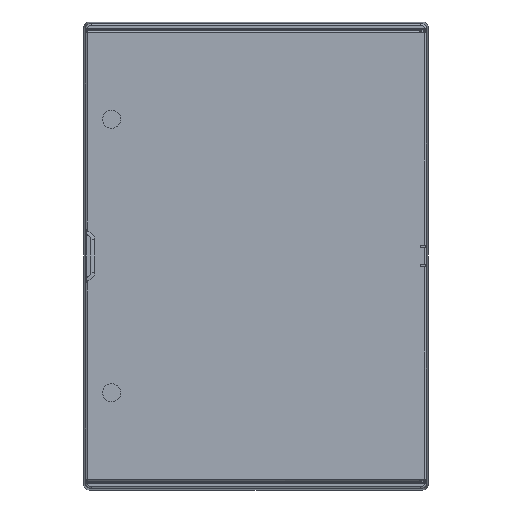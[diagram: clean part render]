
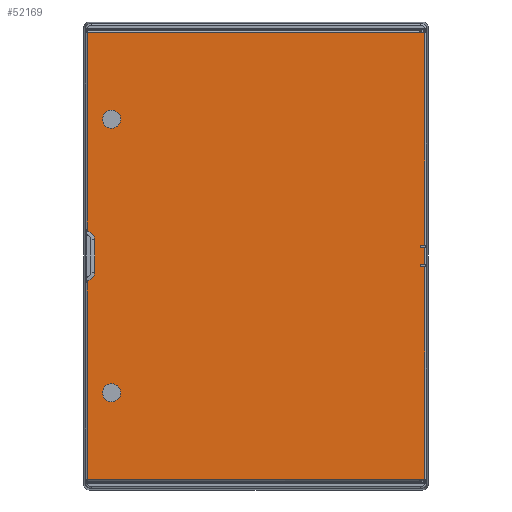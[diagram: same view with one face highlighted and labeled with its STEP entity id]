
A CAD part, front view. The second image highlights one B-rep face of the part: STEP entity #52169.
In plain terms, the highlighted face is planar.
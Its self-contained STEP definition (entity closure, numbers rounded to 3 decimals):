
#44698=DIRECTION('',(0.,0.,-1.));
#44699=VECTOR('',#44698,365.198);
#44700=CARTESIAN_POINT('',(22.3,-289.698,-18.5));
#44701=LINE('',#44700,#44699);
#44720=CARTESIAN_POINT('',(22.3,-289.698,-383.698));
#44742=DIRECTION('',(0.,-1.,0.));
#44743=VECTOR('',#44742,7.698);
#44744=CARTESIAN_POINT('',(22.3,-282.,-18.5));
#44745=LINE('',#44744,#44743);
#44950=DIRECTION('',(0.,-1.,0.));
#44951=VECTOR('',#44950,7.698);
#44952=CARTESIAN_POINT('',(22.3,-282.,18.5));
#44953=LINE('',#44952,#44951);
#47316=DIRECTION('',(0.,-1.,0.));
#47317=VECTOR('',#47316,7.698);
#47318=CARTESIAN_POINT('',(22.3,-282.,15.));
#47319=LINE('',#47318,#47317);
#47320=CARTESIAN_POINT('',(22.3,-289.698,15.));
#47398=CARTESIAN_POINT('',(22.3,248.,235.));
#47399=DIRECTION('',(-1.,0.,0.));
#47400=DIRECTION('',(0.,-0.878,-0.479));
#47401=AXIS2_PLACEMENT_3D('',#47398,#47399,#47400);
#47403=CARTESIAN_POINT('',(22.3,248.,235.));
#47404=DIRECTION('',(1.,0.,0.));
#47405=DIRECTION('',(0.,-0.878,-0.479));
#47406=AXIS2_PLACEMENT_3D('',#47403,#47404,#47405);
#47408=CARTESIAN_POINT('',(22.3,248.,-235.));
#47409=DIRECTION('',(1.,0.,0.));
#47410=DIRECTION('',(0.,-0.878,0.479));
#47411=AXIS2_PLACEMENT_3D('',#47408,#47409,#47410);
#47413=CARTESIAN_POINT('',(22.3,248.,-235.));
#47414=DIRECTION('',(-1.,0.,0.));
#47415=DIRECTION('',(0.,-0.878,0.479));
#47416=AXIS2_PLACEMENT_3D('',#47413,#47414,#47415);
#47418=DIRECTION('',(0.,0.,1.));
#47419=VECTOR('',#47418,30.);
#47420=CARTESIAN_POINT('',(22.3,-289.698,-15.));
#47421=LINE('',#47420,#47419);
#47422=DIRECTION('',(0.,0.,1.));
#47423=VECTOR('',#47422,340.778);
#47424=CARTESIAN_POINT('',(22.3,289.698,42.92));
#47425=LINE('',#47424,#47423);
#47426=DIRECTION('',(0.,0.,-1.));
#47427=VECTOR('',#47426,55.1);
#47428=CARTESIAN_POINT('',(22.3,276.996,27.55));
#47429=LINE('',#47428,#47427);
#47430=DIRECTION('',(0.,0.,-1.));
#47431=VECTOR('',#47430,340.778);
#47432=CARTESIAN_POINT('',(22.3,289.698,-42.92));
#47433=LINE('',#47432,#47431);
#47470=DIRECTION('',(0.,0.,-1.));
#47471=VECTOR('',#47470,3.5);
#47472=CARTESIAN_POINT('',(22.3,-282.,18.5));
#47473=LINE('',#47472,#47471);
#47516=CARTESIAN_POINT('',(22.3,-289.698,383.698));
#47518=DIRECTION('',(0.,0.,1.));
#47519=VECTOR('',#47518,365.198);
#47520=CARTESIAN_POINT('',(22.3,-289.698,18.5));
#47521=LINE('',#47520,#47519);
#47632=DIRECTION('',(0.,-1.,0.));
#47633=VECTOR('',#47632,579.395);
#47634=CARTESIAN_POINT('',(22.3,289.698,383.698));
#47635=LINE('',#47634,#47633);
#47737=CARTESIAN_POINT('',(22.3,292.646,27.55));
#47738=DIRECTION('',(1.,0.,0.));
#47739=DIRECTION('',(0.,-0.188,0.982));
#47740=AXIS2_PLACEMENT_3D('',#47737,#47738,#47739);
#47823=CARTESIAN_POINT('',(22.3,289.698,383.698));
#47857=CARTESIAN_POINT('',(22.3,292.646,-27.55));
#47858=DIRECTION('',(-1.,0.,0.));
#47859=DIRECTION('',(0.,-0.188,-0.982));
#47860=AXIS2_PLACEMENT_3D('',#47857,#47858,#47859);
#47934=CARTESIAN_POINT('',(22.3,289.698,-383.698));
#48012=DIRECTION('',(0.,-1.,0.));
#48013=VECTOR('',#48012,579.395);
#48014=CARTESIAN_POINT('',(22.3,289.698,-383.698));
#48015=LINE('',#48014,#48013);
#48222=DIRECTION('',(0.,0.,1.));
#48223=VECTOR('',#48222,3.5);
#48224=CARTESIAN_POINT('',(22.3,-282.,-18.5));
#48225=LINE('',#48224,#48223);
#48254=CARTESIAN_POINT('',(22.3,-289.698,-15.));
#48264=DIRECTION('',(0.,-1.,0.));
#48265=VECTOR('',#48264,7.698);
#48266=CARTESIAN_POINT('',(22.3,-282.,-15.));
#48267=LINE('',#48266,#48265);
#48284=VERTEX_POINT('',#44720);
#48289=VERTEX_POINT('',#47934);
#48295=VERTEX_POINT('',#48254);
#48297=CARTESIAN_POINT('',(22.3,234.31,-227.521));
#48298=CARTESIAN_POINT('',(22.3,261.69,-242.479));
#48299=VERTEX_POINT('',#48297);
#48300=VERTEX_POINT('',#48298);
#48335=CARTESIAN_POINT('',(22.3,-282.,-18.5));
#48337=VERTEX_POINT('',#48335);
#48338=CARTESIAN_POINT('',(22.3,-282.,-15.));
#48340=VERTEX_POINT('',#48338);
#48635=CARTESIAN_POINT('',(22.3,-289.698,-18.5));
#48636=VERTEX_POINT('',#48635);
#48649=CARTESIAN_POINT('',(22.3,289.698,-42.92));
#48650=CARTESIAN_POINT('',(22.3,276.996,-27.55));
#48651=VERTEX_POINT('',#48649);
#48652=VERTEX_POINT('',#48650);
#48657=VERTEX_POINT('',#47516);
#48662=VERTEX_POINT('',#47823);
#48668=VERTEX_POINT('',#47320);
#48670=CARTESIAN_POINT('',(22.3,234.31,227.521));
#48671=CARTESIAN_POINT('',(22.3,261.69,242.479));
#48672=VERTEX_POINT('',#48670);
#48673=VERTEX_POINT('',#48671);
#48708=CARTESIAN_POINT('',(22.3,-282.,18.5));
#48710=VERTEX_POINT('',#48708);
#48711=CARTESIAN_POINT('',(22.3,-282.,15.));
#48713=VERTEX_POINT('',#48711);
#49003=CARTESIAN_POINT('',(22.3,-289.698,18.5));
#49004=VERTEX_POINT('',#49003);
#49017=CARTESIAN_POINT('',(22.3,289.698,42.92));
#49018=CARTESIAN_POINT('',(22.3,276.996,27.55));
#49019=VERTEX_POINT('',#49017);
#49020=VERTEX_POINT('',#49018);
#52123=CARTESIAN_POINT('',(22.3,0.,0.));
#52124=DIRECTION('',(1.,0.,0.));
#52125=DIRECTION('',(0.,1.,0.));
#52126=AXIS2_PLACEMENT_3D('',#52123,#52124,#52125);
#52127=PLANE('',#52126);
#52128=ORIENTED_EDGE('',*,*,#52116,.T.);
#52129=ORIENTED_EDGE('',*,*,#52012,.F.);
#52131=ORIENTED_EDGE('',*,*,#52130,.F.);
#52132=ORIENTED_EDGE('',*,*,#49237,.T.);
#52134=ORIENTED_EDGE('',*,*,#52133,.T.);
#52136=ORIENTED_EDGE('',*,*,#52135,.F.);
#52138=ORIENTED_EDGE('',*,*,#52137,.F.);
#52140=ORIENTED_EDGE('',*,*,#52139,.T.);
#52142=ORIENTED_EDGE('',*,*,#52141,.T.);
#52144=ORIENTED_EDGE('',*,*,#52143,.F.);
#52146=ORIENTED_EDGE('',*,*,#52145,.T.);
#52148=ORIENTED_EDGE('',*,*,#52147,.T.);
#52149=ORIENTED_EDGE('',*,*,#49080,.F.);
#52150=ORIENTED_EDGE('',*,*,#49106,.F.);
#52152=ORIENTED_EDGE('',*,*,#52151,.T.);
#52154=ORIENTED_EDGE('',*,*,#52153,.T.);
#52155=EDGE_LOOP('',(#52128,#52129,#52131,#52132,#52134,#52136,#52138,#52140,
#52142,#52144,#52146,#52148,#52149,#52150,#52152,#52154));
#52156=FACE_OUTER_BOUND('',#52155,.F.);
#52158=ORIENTED_EDGE('',*,*,#52157,.T.);
#52160=ORIENTED_EDGE('',*,*,#52159,.F.);
#52161=EDGE_LOOP('',(#52158,#52160));
#52162=FACE_BOUND('',#52161,.F.);
#52164=ORIENTED_EDGE('',*,*,#52163,.F.);
#52166=ORIENTED_EDGE('',*,*,#52165,.T.);
#52167=EDGE_LOOP('',(#52164,#52166));
#52168=FACE_BOUND('',#52167,.F.);
#52169=ADVANCED_FACE('',(#52156,#52162,#52168),#52127,.T.);
#47402=CIRCLE('',#47401,15.6);
#47407=CIRCLE('',#47406,15.6);
#47412=CIRCLE('',#47411,15.6);
#47417=CIRCLE('',#47416,15.6);
#47741=CIRCLE('',#47740,15.65);
#47861=CIRCLE('',#47860,15.65);
#49080=EDGE_CURVE('',#48636,#48284,#44701,.T.);
#49106=EDGE_CURVE('',#48337,#48636,#44745,.T.);
#49237=EDGE_CURVE('',#48710,#49004,#44953,.T.);
#52012=EDGE_CURVE('',#48713,#48668,#47319,.T.);
#52116=EDGE_CURVE('',#48295,#48668,#47421,.T.);
#52130=EDGE_CURVE('',#48710,#48713,#47473,.T.);
#52133=EDGE_CURVE('',#49004,#48657,#47521,.T.);
#52135=EDGE_CURVE('',#48662,#48657,#47635,.T.);
#52137=EDGE_CURVE('',#49019,#48662,#47425,.T.);
#52139=EDGE_CURVE('',#49019,#49020,#47741,.T.);
#52141=EDGE_CURVE('',#49020,#48652,#47429,.T.);
#52143=EDGE_CURVE('',#48651,#48652,#47861,.T.);
#52145=EDGE_CURVE('',#48651,#48289,#47433,.T.);
#52147=EDGE_CURVE('',#48289,#48284,#48015,.T.);
#52151=EDGE_CURVE('',#48337,#48340,#48225,.T.);
#52153=EDGE_CURVE('',#48340,#48295,#48267,.T.);
#52157=EDGE_CURVE('',#48299,#48300,#47412,.T.);
#52159=EDGE_CURVE('',#48299,#48300,#47417,.T.);
#52163=EDGE_CURVE('',#48672,#48673,#47402,.T.);
#52165=EDGE_CURVE('',#48672,#48673,#47407,.T.);
